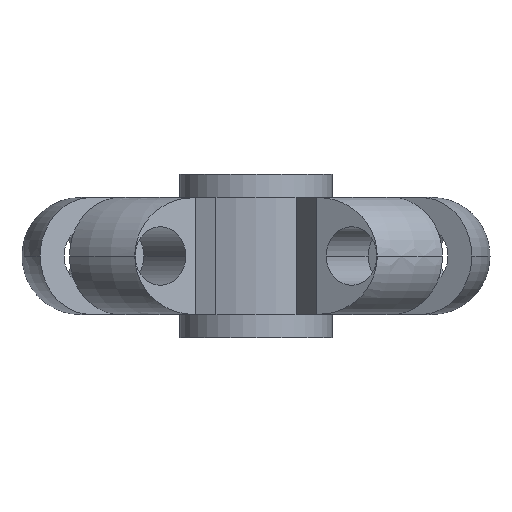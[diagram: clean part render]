
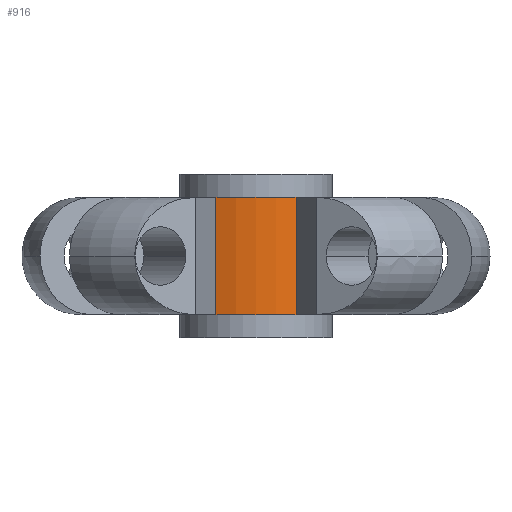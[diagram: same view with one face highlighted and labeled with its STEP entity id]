
A CAD part, front view. The second image highlights one B-rep face of the part: STEP entity #916.
In plain terms, the highlighted cylindrical face has radius 10 mm (diameter 20 mm), a partial arc.
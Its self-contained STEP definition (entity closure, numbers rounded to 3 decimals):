
#11 = CARTESIAN_POINT ( 'NONE',  ( 3.42, -9.397, 5. ) ) ;
#13 = EDGE_LOOP ( 'NONE', ( #77, #770, #1747, #1538 ) ) ;
#15 = CARTESIAN_POINT ( 'NONE',  ( 3.42, -9.397, -5. ) ) ;
#70 = DIRECTION ( 'NONE',  ( 1., 0., 0. ) ) ;
#77 = ORIENTED_EDGE ( 'NONE', *, *, #1261, .T. ) ;
#185 = CARTESIAN_POINT ( 'NONE',  ( -3.42, -9.397, 12. ) ) ;
#286 = VECTOR ( 'NONE', #634, 1000. ) ;
#413 = CYLINDRICAL_SURFACE ( 'NONE', #1447, 10. ) ;
#460 = CARTESIAN_POINT ( 'NONE',  ( -3.42, -9.397, 5. ) ) ;
#606 = CARTESIAN_POINT ( 'NONE',  ( 0., 0., -5. ) ) ;
#634 = DIRECTION ( 'NONE',  ( 0., 0., -1. ) ) ;
#770 = ORIENTED_EDGE ( 'NONE', *, *, #1757, .T. ) ;
#774 = AXIS2_PLACEMENT_3D ( 'NONE', #606, #1892, #784 ) ;
#783 = LINE ( 'NONE', #1011, #286 ) ;
#784 = DIRECTION ( 'NONE',  ( -1., 0., 0. ) ) ;
#916 = ADVANCED_FACE ( 'NONE', ( #1882 ), #413, .T. ) ;
#937 = CARTESIAN_POINT ( 'NONE',  ( -3.42, -9.397, -5. ) ) ;
#985 = VERTEX_POINT ( 'NONE', #11 ) ;
#1011 = CARTESIAN_POINT ( 'NONE',  ( 3.42, -9.397, 12. ) ) ;
#1042 = VERTEX_POINT ( 'NONE', #937 ) ;
#1154 = LINE ( 'NONE', #185, #1631 ) ;
#1190 = EDGE_CURVE ( 'NONE', #1042, #1806, #1514, .T. ) ;
#1200 = DIRECTION ( 'NONE',  ( 0., 0., -1. ) ) ;
#1261 = EDGE_CURVE ( 'NONE', #985, #2004, #2228, .T. ) ;
#1277 = EDGE_CURVE ( 'NONE', #985, #1806, #783, .T. ) ;
#1295 = DIRECTION ( 'NONE',  ( -1., 0., 0. ) ) ;
#1308 = DIRECTION ( 'NONE',  ( 0., 0., -1. ) ) ;
#1447 = AXIS2_PLACEMENT_3D ( 'NONE', #1481, #2357, #1295 ) ;
#1481 = CARTESIAN_POINT ( 'NONE',  ( 0., 0., 12. ) ) ;
#1514 = CIRCLE ( 'NONE', #774, 10. ) ;
#1530 = AXIS2_PLACEMENT_3D ( 'NONE', #2262, #1200, #70 ) ;
#1538 = ORIENTED_EDGE ( 'NONE', *, *, #1277, .F. ) ;
#1631 = VECTOR ( 'NONE', #1308, 1000. ) ;
#1747 = ORIENTED_EDGE ( 'NONE', *, *, #1190, .T. ) ;
#1757 = EDGE_CURVE ( 'NONE', #2004, #1042, #1154, .T. ) ;
#1806 = VERTEX_POINT ( 'NONE', #15 ) ;
#1882 = FACE_OUTER_BOUND ( 'NONE', #13, .T. ) ;
#1892 = DIRECTION ( 'NONE',  ( 0., 0., 1. ) ) ;
#2004 = VERTEX_POINT ( 'NONE', #460 ) ;
#2228 = CIRCLE ( 'NONE', #1530, 10. ) ;
#2262 = CARTESIAN_POINT ( 'NONE',  ( 0., 0., 5. ) ) ;
#2357 = DIRECTION ( 'NONE',  ( 0., 0., -1. ) ) ;
